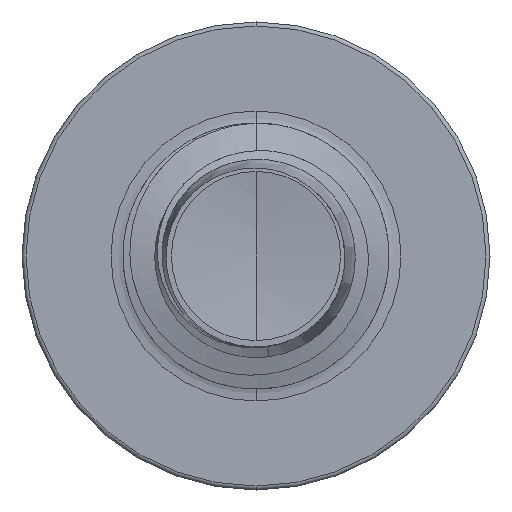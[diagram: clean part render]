
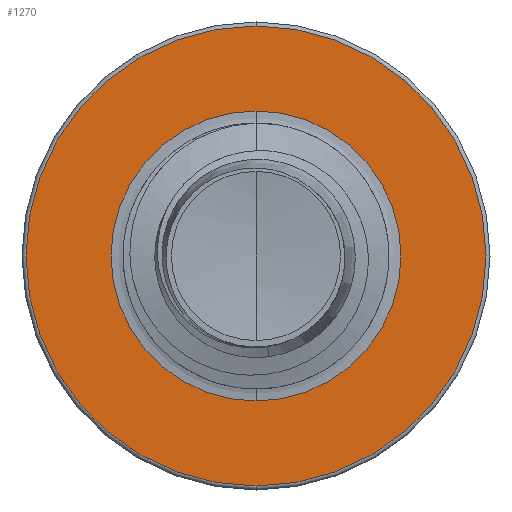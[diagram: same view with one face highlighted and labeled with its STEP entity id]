
A CAD part, front view. The second image highlights one B-rep face of the part: STEP entity #1270.
In plain terms, the highlighted planar face has unit normal (0, -1, 0).
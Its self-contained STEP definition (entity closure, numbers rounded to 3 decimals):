
#402 = CARTESIAN_POINT ( 'NONE',  ( 0., 2.5, 0. ) ) ;
#1183 = CIRCLE ( 'NONE', #11119, 2.163 ) ;
#1199 = CIRCLE ( 'NONE', #5869, 1.363 ) ;
#1270 = ADVANCED_FACE ( 'NONE', ( #11462, #9124 ), #10124, .F. ) ;
#1286 = AXIS2_PLACEMENT_3D ( 'NONE', #10132, #10155, #10103 ) ;
#1573 = DIRECTION ( 'NONE',  ( 0., 0., 1. ) ) ;
#3104 = CIRCLE ( 'NONE', #4400, 2.163 ) ;
#3677 = CARTESIAN_POINT ( 'NONE',  ( 0., 2.5, -1.363 ) ) ;
#4089 = EDGE_LOOP ( 'NONE', ( #10609, #10266 ) ) ;
#4400 = AXIS2_PLACEMENT_3D ( 'NONE', #402, #7477, #1573 ) ;
#4420 = DIRECTION ( 'NONE',  ( 0., 1., 0. ) ) ;
#4479 = VERTEX_POINT ( 'NONE', #10010 ) ;
#4767 = DIRECTION ( 'NONE',  ( 0., 1., 0. ) ) ;
#5667 = DIRECTION ( 'NONE',  ( 0., 1., 0. ) ) ;
#5869 = AXIS2_PLACEMENT_3D ( 'NONE', #9694, #4420, #10467 ) ;
#6174 = EDGE_LOOP ( 'NONE', ( #11146, #10990 ) ) ;
#6272 = EDGE_CURVE ( 'NONE', #8166, #10587, #1199, .T. ) ;
#6821 = CARTESIAN_POINT ( 'NONE',  ( 0., 2.5, -2.163 ) ) ;
#6943 = EDGE_CURVE ( 'NONE', #4479, #8356, #3104, .T. ) ;
#7443 = CARTESIAN_POINT ( 'NONE',  ( 0., 2.5, 1.363 ) ) ;
#7477 = DIRECTION ( 'NONE',  ( 0., 1., 0. ) ) ;
#7713 = EDGE_CURVE ( 'NONE', #10587, #8166, #9336, .T. ) ;
#7760 = EDGE_CURVE ( 'NONE', #8356, #4479, #1183, .T. ) ;
#8166 = VERTEX_POINT ( 'NONE', #3677 ) ;
#8356 = VERTEX_POINT ( 'NONE', #6821 ) ;
#9124 = FACE_BOUND ( 'NONE', #4089, .T. ) ;
#9336 = CIRCLE ( 'NONE', #9540, 1.363 ) ;
#9540 = AXIS2_PLACEMENT_3D ( 'NONE', #10790, #5667, #11618 ) ;
#9694 = CARTESIAN_POINT ( 'NONE',  ( 0., 2.5, 0. ) ) ;
#10010 = CARTESIAN_POINT ( 'NONE',  ( 0., 2.5, 2.163 ) ) ;
#10020 = CARTESIAN_POINT ( 'NONE',  ( 0., 2.5, 0. ) ) ;
#10103 = DIRECTION ( 'NONE',  ( 0., 0., 1. ) ) ;
#10124 = PLANE ( 'NONE',  #1286 ) ;
#10132 = CARTESIAN_POINT ( 'NONE',  ( 0., 2.5, -1.363 ) ) ;
#10155 = DIRECTION ( 'NONE',  ( 0., 1., 0. ) ) ;
#10266 = ORIENTED_EDGE ( 'NONE', *, *, #6272, .T. ) ;
#10467 = DIRECTION ( 'NONE',  ( 0., 0., 1. ) ) ;
#10587 = VERTEX_POINT ( 'NONE', #7443 ) ;
#10609 = ORIENTED_EDGE ( 'NONE', *, *, #7713, .T. ) ;
#10790 = CARTESIAN_POINT ( 'NONE',  ( 0., 2.5, 0. ) ) ;
#10823 = DIRECTION ( 'NONE',  ( 0., 0., 1. ) ) ;
#10990 = ORIENTED_EDGE ( 'NONE', *, *, #7760, .F. ) ;
#11119 = AXIS2_PLACEMENT_3D ( 'NONE', #10020, #4767, #10823 ) ;
#11146 = ORIENTED_EDGE ( 'NONE', *, *, #6943, .F. ) ;
#11462 = FACE_OUTER_BOUND ( 'NONE', #6174, .T. ) ;
#11618 = DIRECTION ( 'NONE',  ( 0., 0., 1. ) ) ;
